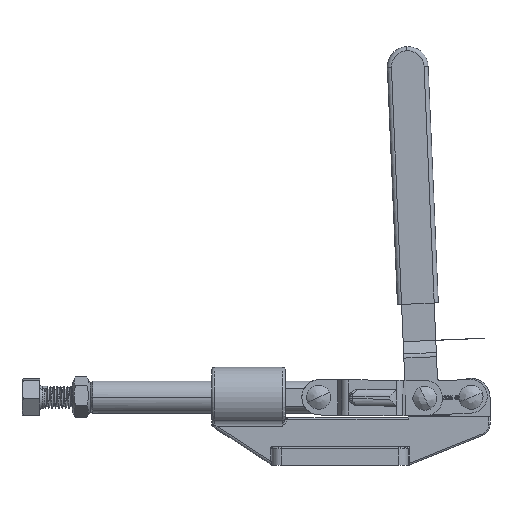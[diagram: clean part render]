
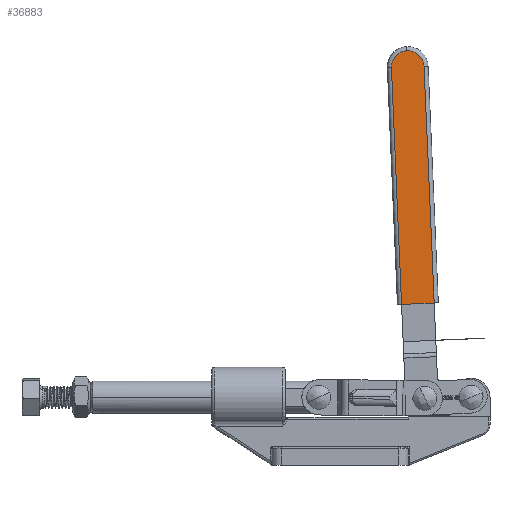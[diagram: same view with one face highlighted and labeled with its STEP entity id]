
A CAD part, front view. The second image highlights one B-rep face of the part: STEP entity #36883.
In plain terms, the highlighted face is planar.
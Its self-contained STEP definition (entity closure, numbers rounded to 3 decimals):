
#11984 = CARTESIAN_POINT ( 'NONE',  ( 87., -6., 9. ) ) ;
#11985 = DIRECTION ( 'NONE',  ( 1., 0., 0. ) ) ;
#11986 = DIRECTION ( 'NONE',  ( 0., 0., 1. ) ) ;
#11987 = CARTESIAN_POINT ( 'NONE',  ( 87., 0., 9. ) ) ;
#11988 = AXIS2_PLACEMENT_3D ( 'NONE', #11987, #11986, #11985 ) ;
#11989 = CIRCLE ( 'NONE', #11988, 6. ) ;
#12029 = CARTESIAN_POINT ( 'NONE',  ( 93., 0., 9. ) ) ;
#12126 = CARTESIAN_POINT ( 'NONE',  ( 0., 6., 9. ) ) ;
#12127 = DIRECTION ( 'NONE',  ( 1., 0., 0. ) ) ;
#12128 = VECTOR ( 'NONE', #12127, 1000. ) ;
#12129 = CARTESIAN_POINT ( 'NONE',  ( 87., -6., 9. ) ) ;
#12130 = LINE ( 'NONE', #12129, #12128 ) ;
#12196 = DIRECTION ( 'NONE',  ( 0., -1., 0. ) ) ;
#12197 = VECTOR ( 'NONE', #12196, 1000. ) ;
#12198 = CARTESIAN_POINT ( 'NONE',  ( 0., 7.5, 9. ) ) ;
#12199 = LINE ( 'NONE', #12198, #12197 ) ;
#12200 = CARTESIAN_POINT ( 'NONE',  ( 0., -6., 9. ) ) ;
#12214 = DIRECTION ( 'NONE',  ( 1., 0., 0. ) ) ;
#12215 = DIRECTION ( 'NONE',  ( 0., 0., 1. ) ) ;
#12216 = CARTESIAN_POINT ( 'NONE',  ( 87., 0., 9. ) ) ;
#12217 = AXIS2_PLACEMENT_3D ( 'NONE', #12216, #12215, #12214 ) ;
#12218 = CIRCLE ( 'NONE', #12217, 6. ) ;
#12273 = DIRECTION ( 'NONE',  ( -1., 0., 0. ) ) ;
#12274 = VECTOR ( 'NONE', #12273, 1000. ) ;
#12275 = CARTESIAN_POINT ( 'NONE',  ( 0., 6., 9. ) ) ;
#12276 = LINE ( 'NONE', #12275, #12274 ) ;
#12277 = CARTESIAN_POINT ( 'NONE',  ( 87., 6., 9. ) ) ;
#12343 = DIRECTION ( 'NONE',  ( 1., 0., 0. ) ) ;
#12344 = DIRECTION ( 'NONE',  ( 0., 0., 1. ) ) ;
#12345 = CARTESIAN_POINT ( 'NONE',  ( 87., 0., 9. ) ) ;
#12346 = AXIS2_PLACEMENT_3D ( 'NONE', #12345, #12344, #12343 ) ;
#12347 = PLANE ( 'NONE',  #12346 ) ;
#12349 = FACE_OUTER_BOUND ( 'NONE', #36884, .T. ) ;
#36724 = EDGE_CURVE ( 'NONE', #36725, #36735, #11989, .T. ) ;
#36725 = VERTEX_POINT ( 'NONE', #11984 ) ;
#36735 = VERTEX_POINT ( 'NONE', #12029 ) ;
#36768 = ORIENTED_EDGE ( 'NONE', *, *, #36796, .T. ) ;
#36769 = ORIENTED_EDGE ( 'NONE', *, *, #36770, .T. ) ;
#36770 = EDGE_CURVE ( 'NONE', #36794, #36725, #12130, .T. ) ;
#36771 = ORIENTED_EDGE ( 'NONE', *, *, #36724, .T. ) ;
#36772 = VERTEX_POINT ( 'NONE', #12126 ) ;
#36794 = VERTEX_POINT ( 'NONE', #12200 ) ;
#36796 = EDGE_CURVE ( 'NONE', #36772, #36794, #12199, .T. ) ;
#36815 = ORIENTED_EDGE ( 'NONE', *, *, #36816, .T. ) ;
#36816 = EDGE_CURVE ( 'NONE', #36735, #36817, #12218, .T. ) ;
#36817 = VERTEX_POINT ( 'NONE', #12277 ) ;
#36818 = ORIENTED_EDGE ( 'NONE', *, *, #36819, .T. ) ;
#36819 = EDGE_CURVE ( 'NONE', #36817, #36772, #12276, .T. ) ;
#36883 = ADVANCED_FACE ( 'NONE', ( #12349 ), #12347, .T. ) ;
#36884 = EDGE_LOOP ( 'NONE', ( #36768, #36769, #36771, #36815, #36818 ) ) ;
